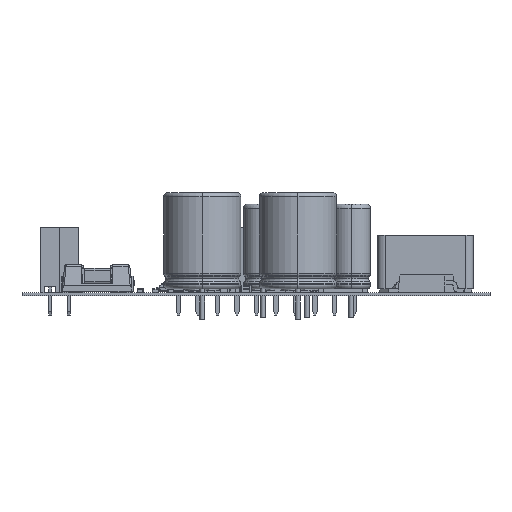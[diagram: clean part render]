
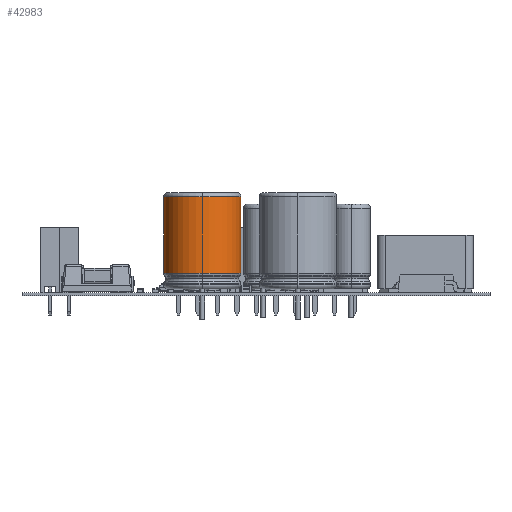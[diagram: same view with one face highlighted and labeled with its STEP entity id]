
A CAD part, front view. The second image highlights one B-rep face of the part: STEP entity #42983.
In plain terms, the highlighted cylindrical face has radius 5.025 mm (diameter 10.051 mm), a partial arc.
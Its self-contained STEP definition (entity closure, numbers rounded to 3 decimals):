
#42953 = EDGE_CURVE('',#42954,#42956,#42958,.T.);
#42954 = VERTEX_POINT('',#42955);
#42955 = CARTESIAN_POINT('',(0.,2.52,5.025)
  );
#42956 = VERTEX_POINT('',#42957);
#42957 = CARTESIAN_POINT('',(0.,2.52,-5.025
    ));
#42958 = CIRCLE('',#42959,5.025);
#42959 = AXIS2_PLACEMENT_3D('',#42960,#42961,#42962);
#42960 = CARTESIAN_POINT('',(0.,2.52,0.
    ));
#42961 = DIRECTION('',(0.,-1.,0.));
#42962 = DIRECTION('',(1.,0.,0.));
#42983 = ADVANCED_FACE('',(#42984),#43010,.T.);
#42984 = FACE_BOUND('',#42985,.T.);
#42985 = EDGE_LOOP('',(#42986,#42997,#43003,#43004));
#42986 = ORIENTED_EDGE('',*,*,#42987,.T.);
#42987 = EDGE_CURVE('',#42988,#42990,#42992,.T.);
#42988 = VERTEX_POINT('',#42989);
#42989 = CARTESIAN_POINT('',(0.,12.5,5.025));
#42990 = VERTEX_POINT('',#42991);
#42991 = CARTESIAN_POINT('',(0.,12.5,-5.025));
#42992 = CIRCLE('',#42993,5.025);
#42993 = AXIS2_PLACEMENT_3D('',#42994,#42995,#42996);
#42994 = CARTESIAN_POINT('',(0.,12.5,0.));
#42995 = DIRECTION('',(0.,-1.,0.));
#42996 = DIRECTION('',(1.,0.,0.));
#42997 = ORIENTED_EDGE('',*,*,#42998,.F.);
#42998 = EDGE_CURVE('',#42956,#42990,#42999,.T.);
#42999 = LINE('',#43000,#43001);
#43000 = CARTESIAN_POINT('',(0.,12.922,
    -5.025));
#43001 = VECTOR('',#43002,1.);
#43002 = DIRECTION('',(0.,1.,0.));
#43003 = ORIENTED_EDGE('',*,*,#42953,.F.);
#43004 = ORIENTED_EDGE('',*,*,#43005,.F.);
#43005 = EDGE_CURVE('',#42988,#42954,#43006,.T.);
#43006 = LINE('',#43007,#43008);
#43007 = CARTESIAN_POINT('',(0.,12.922,5.025)
  );
#43008 = VECTOR('',#43009,1.);
#43009 = DIRECTION('',(0.,-1.,0.));
#43010 = CYLINDRICAL_SURFACE('',#43011,5.025);
#43011 = AXIS2_PLACEMENT_3D('',#43012,#43013,#43014);
#43012 = CARTESIAN_POINT('',(0.,12.922,0.));
#43013 = DIRECTION('',(0.,1.,0.));
#43014 = DIRECTION('',(1.,0.,0.));
